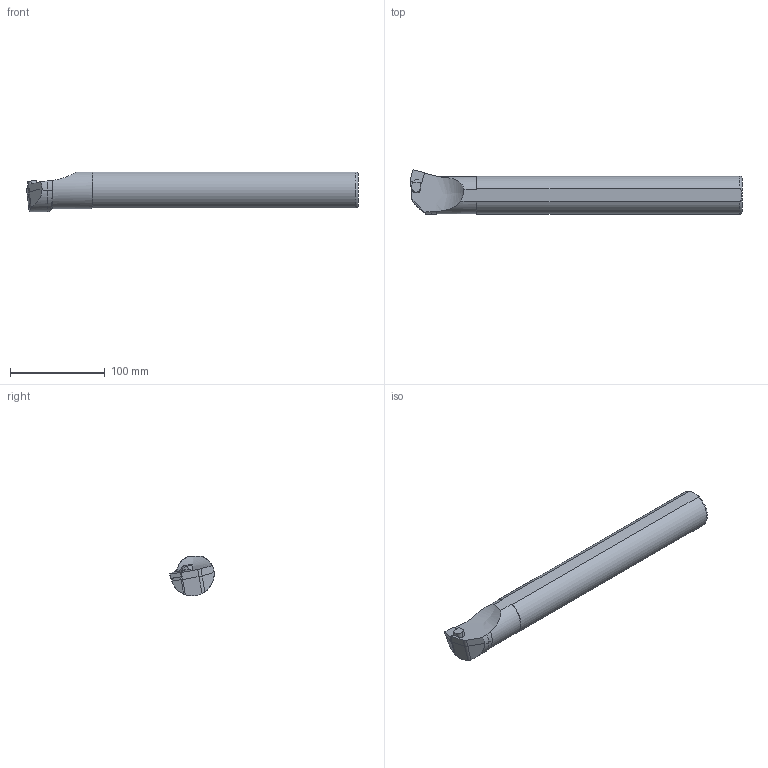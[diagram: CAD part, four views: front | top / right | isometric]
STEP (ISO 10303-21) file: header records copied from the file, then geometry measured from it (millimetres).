
FILE_DESCRIPTION(/* description */ (''),/* implementation_level */ '2;1');
FILE_NAME(/* name */ 'S40U-PSKNL-12C.stp',/* time_stamp */ '2023-10-20T20:27:55+03:00',/* author */ (''),/* organization */ (''),/* preprocessor_version */ 'ST-DEVELOPER v19.4',/* originating_system */ 'SIEMENS PLM Software NX2306.3001',/* authorisation */ '');
FILE_SCHEMA (('AUTOMOTIVE_DESIGN { 1 0 10303 214 3 1 1 1 }'));
Length unit declared in the file: millimetre
Products named in the file (1): S40U-PSKNR-12C
Bounding box: 349.8 x 46.83 x 41.7 mm (x, y, z)
Volume: 414475.3 mm3; surface area: 46057.6 mm2
Topology: 2 solids, 2 shells, 70 faces, 185 edges, 120 vertices
Faces by surface type: plane 38, cylinder 26, cone 4, bspline 1, torus 1
Entity records: 2627 total; most frequent: CARTESIAN_POINT 816, ORIENTED_EDGE 366, DIRECTION 347, EDGE_CURVE 183, AXIS2_PLACEMENT_3D 126, VERTEX_POINT 119, LINE 95, VECTOR 95
